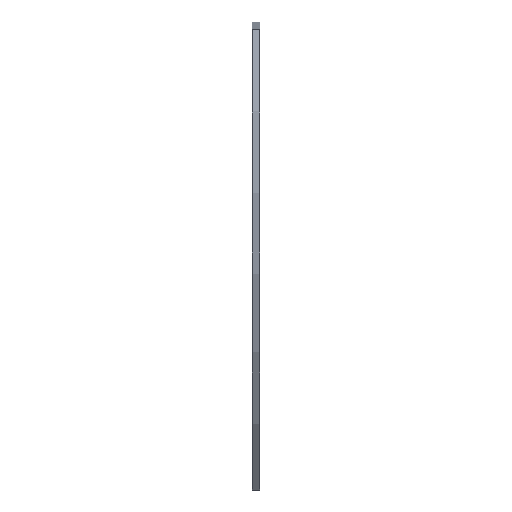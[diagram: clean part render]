
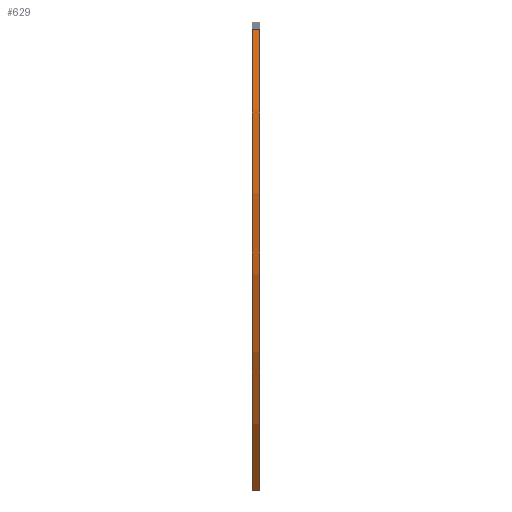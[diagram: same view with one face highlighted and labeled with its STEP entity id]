
A CAD part, front view. The second image highlights one B-rep face of the part: STEP entity #629.
In plain terms, the highlighted cylindrical face has radius 239.53 mm (diameter 479.06 mm), a partial arc.
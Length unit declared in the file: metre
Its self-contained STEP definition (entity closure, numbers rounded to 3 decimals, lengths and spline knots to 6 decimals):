
#26=LINE('',#1120,#42);
#28=LINE('',#1123,#44);
#42=VECTOR('',#913,1.);
#44=VECTOR('',#917,1.);
#136=ORIENTED_EDGE('',*,*,#282,.F.);
#137=ORIENTED_EDGE('',*,*,#257,.F.);
#138=ORIENTED_EDGE('',*,*,#284,.F.);
#139=ORIENTED_EDGE('',*,*,#227,.T.);
#227=EDGE_CURVE('',#305,#307,#367,.T.);
#257=EDGE_CURVE('',#335,#332,#397,.T.);
#282=EDGE_CURVE('',#332,#307,#26,.T.);
#284=EDGE_CURVE('',#305,#335,#28,.F.);
#305=VERTEX_POINT('',#1007);
#307=VERTEX_POINT('',#1011);
#332=VERTEX_POINT('',#1065);
#335=VERTEX_POINT('',#1070);
#367=CIRCLE('',#681,0.23953);
#397=CIRCLE('',#712,0.23953);
#464=EDGE_LOOP('',(#136,#137,#138,#139));
#548=FACE_BOUND('',#464,.T.);
#595=CYLINDRICAL_SURFACE('',#740,0.23953);
#629=ADVANCED_FACE('',(#548),#595,.T.);
#681=AXIS2_PLACEMENT_3D('',#1012,#797,#798);
#712=AXIS2_PLACEMENT_3D('',#1071,#859,#860);
#740=AXIS2_PLACEMENT_3D('',#1125,#919,#920);
#797=DIRECTION('',(-1.,0.,0.));
#798=DIRECTION('',(0.,-0.156,0.988));
#859=DIRECTION('',(-1.,0.,0.));
#860=DIRECTION('',(0.,-0.156,0.988));
#913=DIRECTION('',(1.,0.,0.));
#917=DIRECTION('',(1.,0.,0.));
#919=DIRECTION('',(1.,0.,0.));
#920=DIRECTION('',(0.,0.156,-0.988));
#1007=CARTESIAN_POINT('',(-0.031317,-0.076945,-0.039184));
#1011=CARTESIAN_POINT('',(-0.031317,-0.132663,0.166157));
#1012=CARTESIAN_POINT('',(-0.031317,0.102315,0.119688));
#1065=CARTESIAN_POINT('',(-0.034492,-0.132663,0.166157));
#1070=CARTESIAN_POINT('',(-0.034492,-0.076945,-0.039184));
#1071=CARTESIAN_POINT('',(-0.034492,0.102315,0.119688));
#1120=CARTESIAN_POINT('',(-0.034492,-0.132663,0.166157));
#1123=CARTESIAN_POINT('',(-0.032905,-0.076945,-0.039184));
#1125=CARTESIAN_POINT('',(0.040842,0.102315,0.119688));
